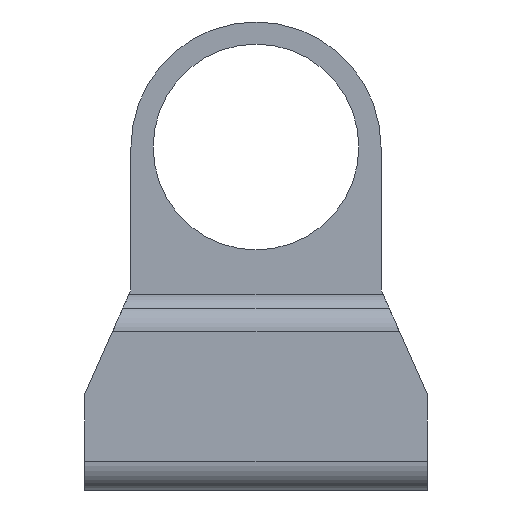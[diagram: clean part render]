
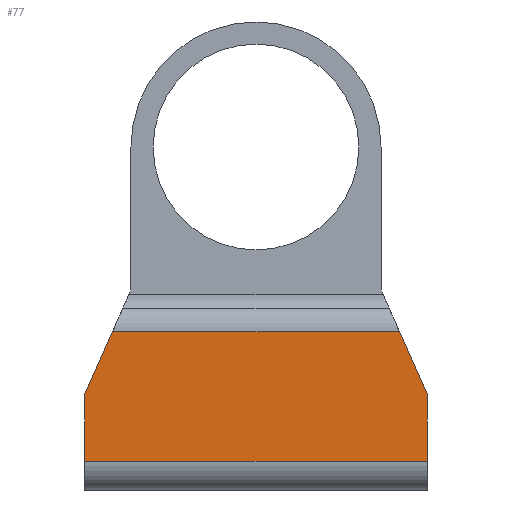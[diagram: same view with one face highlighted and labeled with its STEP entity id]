
A CAD part, front view. The second image highlights one B-rep face of the part: STEP entity #77.
In plain terms, the highlighted planar face has unit normal (0, -1, 0).
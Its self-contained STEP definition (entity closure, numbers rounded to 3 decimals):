
#77 = ADVANCED_FACE( '', ( #180 ), #181, .F. );
#180 = FACE_OUTER_BOUND( '', #315, .T. );
#181 = PLANE( '', #316 );
#315 = EDGE_LOOP( '', ( #495, #496, #497, #498, #499, #500 ) );
#316 = AXIS2_PLACEMENT_3D( '', #501, #502, #503 );
#495 = ORIENTED_EDGE( '', *, *, #827, .T. );
#496 = ORIENTED_EDGE( '', *, *, #846, .T. );
#497 = ORIENTED_EDGE( '', *, *, #847, .F. );
#498 = ORIENTED_EDGE( '', *, *, #848, .F. );
#499 = ORIENTED_EDGE( '', *, *, #801, .T. );
#500 = ORIENTED_EDGE( '', *, *, #849, .T. );
#501 = CARTESIAN_POINT( '', ( -36., -4., 28. ) );
#502 = DIRECTION( '', ( 0., 1., 0. ) );
#503 = DIRECTION( '', ( 0., 0., 1. ) );
#801 = EDGE_CURVE( '', #954, #952, #955, .T. );
#827 = EDGE_CURVE( '', #1001, #999, #1002, .T. );
#846 = EDGE_CURVE( '', #999, #1032, #1033, .T. );
#847 = EDGE_CURVE( '', #1034, #1032, #1035, .T. );
#848 = EDGE_CURVE( '', #954, #1034, #1036, .T. );
#849 = EDGE_CURVE( '', #952, #1001, #1037, .T. );
#952 = VERTEX_POINT( '', #1176 );
#954 = VERTEX_POINT( '', #1178 );
#955 = LINE( '', #1179, #1180 );
#999 = VERTEX_POINT( '', #1237 );
#1001 = VERTEX_POINT( '', #1240 );
#1002 = LINE( '', #1241, #1242 );
#1032 = VERTEX_POINT( '', #1282 );
#1033 = LINE( '', #1283, #1284 );
#1034 = VERTEX_POINT( '', #1285 );
#1035 = LINE( '', #1286, #1287 );
#1036 = LINE( '', #1288, #1289 );
#1037 = LINE( '', #1290, #1291 );
#1176 = CARTESIAN_POINT( '', ( 30.123, -4., -38.74 ) );
#1178 = CARTESIAN_POINT( '', ( 36., -4., -52. ) );
#1179 = CARTESIAN_POINT( '', ( 36., -4., -52. ) );
#1180 = VECTOR( '', #1473, 1000. );
#1237 = CARTESIAN_POINT( '', ( -36., -4., -52. ) );
#1240 = CARTESIAN_POINT( '', ( -30.123, -4., -38.74 ) );
#1241 = CARTESIAN_POINT( '', ( -26.25, -4., -30. ) );
#1242 = VECTOR( '', #1512, 1000. );
#1282 = CARTESIAN_POINT( '', ( -36., -4., -66. ) );
#1283 = CARTESIAN_POINT( '', ( -36., -4., 28. ) );
#1284 = VECTOR( '', #1535, 1000. );
#1285 = CARTESIAN_POINT( '', ( 36., -4., -66. ) );
#1286 = CARTESIAN_POINT( '', ( 36., -4., -66. ) );
#1287 = VECTOR( '', #1536, 1000. );
#1288 = CARTESIAN_POINT( '', ( 36., -4., 28. ) );
#1289 = VECTOR( '', #1537, 1000. );
#1290 = CARTESIAN_POINT( '', ( 36., -4., -38.74 ) );
#1291 = VECTOR( '', #1538, 1000. );
#1473 = DIRECTION( '', ( -0.405, 0., 0.914 ) );
#1512 = DIRECTION( '', ( -0.405, 0., -0.914 ) );
#1535 = DIRECTION( '', ( 0., 0., -1. ) );
#1536 = DIRECTION( '', ( -1., 0., 0. ) );
#1537 = DIRECTION( '', ( 0., 0., -1. ) );
#1538 = DIRECTION( '', ( -1., 0., 0. ) );
